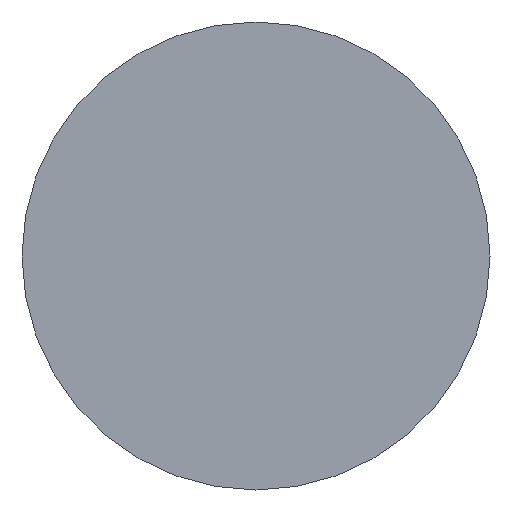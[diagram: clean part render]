
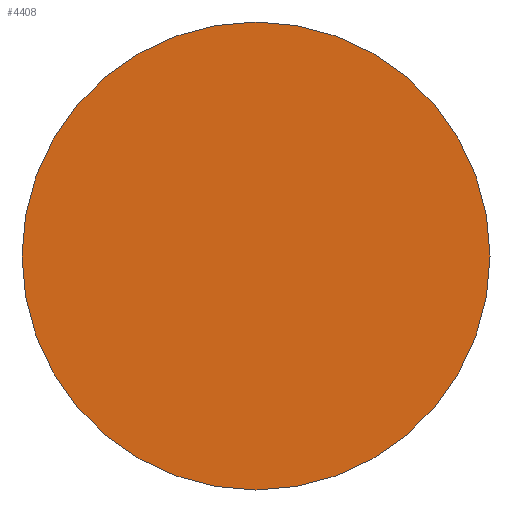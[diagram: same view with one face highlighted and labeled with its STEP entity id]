
A CAD part, left-side view. The second image highlights one B-rep face of the part: STEP entity #4408.
In plain terms, the highlighted planar face has unit normal (-1, 0, 0).
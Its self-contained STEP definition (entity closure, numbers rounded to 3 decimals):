
#1449=ORIENTED_EDGE('',*,*,#2394,.T.);
#2394=EDGE_CURVE('',#3257,#3257,#4069,.T.);
#3257=VERTEX_POINT('',#5985);
#4069=CIRCLE('',#4673,33.6);
#4236=EDGE_LOOP('',(#1449));
#4316=FACE_BOUND('',#4236,.T.);
#4387=PLANE('',#4675);
#4408=ADVANCED_FACE('',(#4316),#4387,.F.);
#4673=AXIS2_PLACEMENT_3D('',#5984,#4908,#4909);
#4675=AXIS2_PLACEMENT_3D('',#5988,#4912,#4913);
#4908=DIRECTION('',(-1.,0.,0.));
#4909=DIRECTION('',(0.,0.,1.));
#4912=DIRECTION('',(1.,0.,0.));
#4913=DIRECTION('',(0.,0.,-1.));
#5984=CARTESIAN_POINT('',(0.,0.,0.));
#5985=CARTESIAN_POINT('',(0.,0.,33.6));
#5988=CARTESIAN_POINT('',(0.,0.,23.5));
